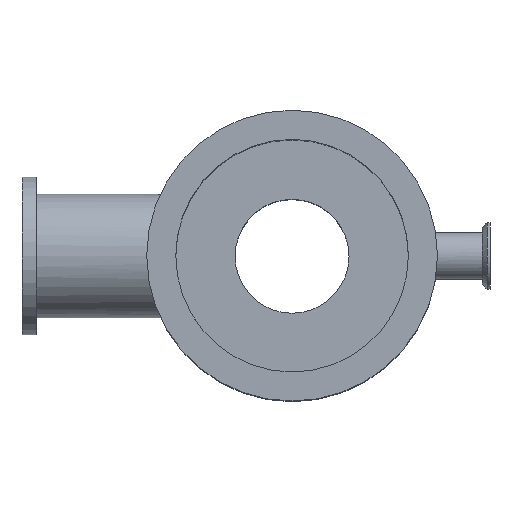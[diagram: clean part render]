
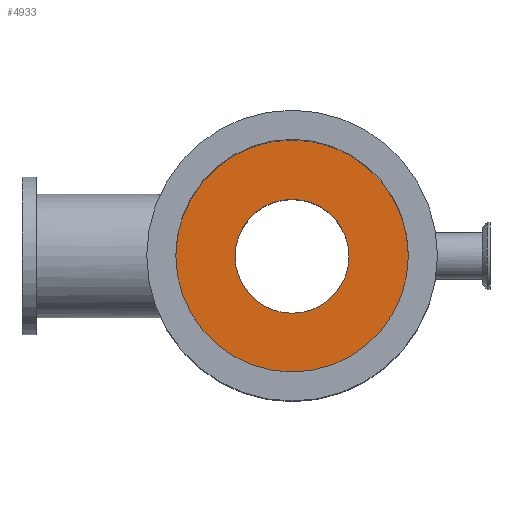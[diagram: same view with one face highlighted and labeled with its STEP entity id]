
A CAD part, top view. The second image highlights one B-rep face of the part: STEP entity #4933.
In plain terms, the highlighted planar face has unit normal (0, 0, 1).
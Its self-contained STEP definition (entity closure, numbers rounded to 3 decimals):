
#159 = CYLINDRICAL_SURFACE('',#160,96.);
#160 = AXIS2_PLACEMENT_3D('',#161,#162,#163);
#161 = CARTESIAN_POINT('',(0.,0.,-0.1));
#162 = DIRECTION('',(0.,0.,1.));
#163 = DIRECTION('',(-1.,0.,0.));
#668 = VERTEX_POINT('',#669);
#669 = CARTESIAN_POINT('',(-96.,0.,-0.1));
#689 = EDGE_CURVE('',#668,#668,#690,.T.);
#690 = SURFACE_CURVE('',#691,(#696,#703),.PCURVE_S1.);
#691 = CIRCLE('',#692,96.);
#692 = AXIS2_PLACEMENT_3D('',#693,#694,#695);
#693 = CARTESIAN_POINT('',(0.,0.,-0.1));
#694 = DIRECTION('',(0.,0.,1.));
#695 = DIRECTION('',(-1.,0.,0.));
#696 = PCURVE('',#159,#697);
#697 = DEFINITIONAL_REPRESENTATION('',(#698),#702);
#698 = LINE('',#699,#700);
#699 = CARTESIAN_POINT('',(0.,0.));
#700 = VECTOR('',#701,1.);
#701 = DIRECTION('',(1.,0.));
#702 = ( GEOMETRIC_REPRESENTATION_CONTEXT(2) 
PARAMETRIC_REPRESENTATION_CONTEXT() REPRESENTATION_CONTEXT('2D SPACE',''
  ) );
#703 = PCURVE('',#704,#709);
#704 = PLANE('',#705);
#705 = AXIS2_PLACEMENT_3D('',#706,#707,#708);
#706 = CARTESIAN_POINT('',(0.,0.,-0.1));
#707 = DIRECTION('',(0.,0.,1.));
#708 = DIRECTION('',(-1.,0.,0.));
#709 = DEFINITIONAL_REPRESENTATION('',(#710),#714);
#710 = CIRCLE('',#711,96.);
#711 = AXIS2_PLACEMENT_2D('',#712,#713);
#712 = CARTESIAN_POINT('',(0.,0.));
#713 = DIRECTION('',(1.,0.));
#714 = ( GEOMETRIC_REPRESENTATION_CONTEXT(2) 
PARAMETRIC_REPRESENTATION_CONTEXT() REPRESENTATION_CONTEXT('2D SPACE',''
  ) );
#4933 = ADVANCED_FACE('',(#4934,#4937),#704,.T.);
#4934 = FACE_BOUND('',#4935,.T.);
#4935 = EDGE_LOOP('',(#4936));
#4936 = ORIENTED_EDGE('',*,*,#689,.T.);
#4937 = FACE_BOUND('',#4938,.T.);
#4938 = EDGE_LOOP('',(#4939));
#4939 = ORIENTED_EDGE('',*,*,#4940,.T.);
#4940 = EDGE_CURVE('',#4941,#4941,#4943,.T.);
#4941 = VERTEX_POINT('',#4942);
#4942 = CARTESIAN_POINT('',(0.,-47.,-0.1)
  );
#4943 = SURFACE_CURVE('',#4944,(#4949,#4960),.PCURVE_S1.);
#4944 = CIRCLE('',#4945,47.);
#4945 = AXIS2_PLACEMENT_3D('',#4946,#4947,#4948);
#4946 = CARTESIAN_POINT('',(0.,0.,-0.1));
#4947 = DIRECTION('',(0.,0.,-1.));
#4948 = DIRECTION('',(0.,-1.,-0.));
#4949 = PCURVE('',#704,#4950);
#4950 = DEFINITIONAL_REPRESENTATION('',(#4951),#4959);
#4951 = ( BOUNDED_CURVE() B_SPLINE_CURVE(2,(#4952,#4953,#4954,#4955,
#4956,#4957,#4958),.UNSPECIFIED.,.T.,.F.) B_SPLINE_CURVE_WITH_KNOTS((1,2
    ,2,2,2,1),(-2.094,0.,2.094,4.189,
6.283,8.378),.UNSPECIFIED.) CURVE() 
GEOMETRIC_REPRESENTATION_ITEM() RATIONAL_B_SPLINE_CURVE((1.,0.5,1.,0.5,
1.,0.5,1.)) REPRESENTATION_ITEM('') );
#4952 = CARTESIAN_POINT('',(0.,47.));
#4953 = CARTESIAN_POINT('',(81.406,47.));
#4954 = CARTESIAN_POINT('',(40.703,-23.5));
#4955 = CARTESIAN_POINT('',(0.,-94.));
#4956 = CARTESIAN_POINT('',(-40.703,-23.5));
#4957 = CARTESIAN_POINT('',(-81.406,47.));
#4958 = CARTESIAN_POINT('',(0.,47.));
#4959 = ( GEOMETRIC_REPRESENTATION_CONTEXT(2) 
PARAMETRIC_REPRESENTATION_CONTEXT() REPRESENTATION_CONTEXT('2D SPACE',''
  ) );
#4960 = PCURVE('',#4961,#4966);
#4961 = CYLINDRICAL_SURFACE('',#4962,47.);
#4962 = AXIS2_PLACEMENT_3D('',#4963,#4964,#4965);
#4963 = CARTESIAN_POINT('',(0.,0.,311.9));
#4964 = DIRECTION('',(0.,0.,-1.));
#4965 = DIRECTION('',(0.,-1.,-0.));
#4966 = DEFINITIONAL_REPRESENTATION('',(#4967),#4971);
#4967 = LINE('',#4968,#4969);
#4968 = CARTESIAN_POINT('',(0.,312.));
#4969 = VECTOR('',#4970,1.);
#4970 = DIRECTION('',(1.,0.));
#4971 = ( GEOMETRIC_REPRESENTATION_CONTEXT(2) 
PARAMETRIC_REPRESENTATION_CONTEXT() REPRESENTATION_CONTEXT('2D SPACE',''
  ) );
